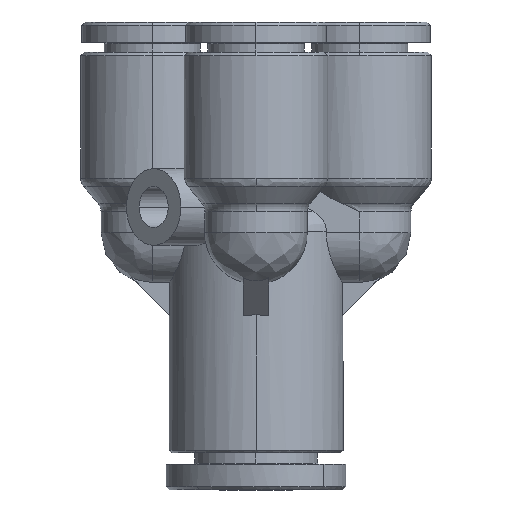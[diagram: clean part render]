
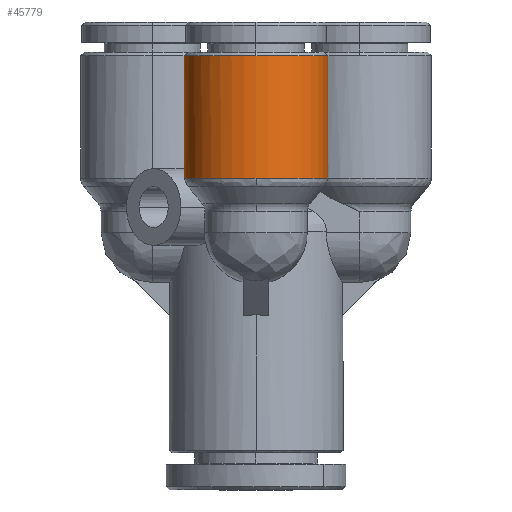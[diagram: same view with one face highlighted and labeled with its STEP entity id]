
A CAD part, left-side view. The second image highlights one B-rep face of the part: STEP entity #45779.
In plain terms, the highlighted cylindrical face has radius 5.6 mm (diameter 11.2 mm), a partial arc.
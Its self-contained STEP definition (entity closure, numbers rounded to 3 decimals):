
#428 = CARTESIAN_POINT ( 'NONE',  ( -1.455, 5.598, -30.262 ) ) ;
#608 = CIRCLE ( 'NONE', #18998, 5.6 ) ;
#2507 = ORIENTED_EDGE ( 'NONE', *, *, #21415, .F. ) ;
#2559 = CARTESIAN_POINT ( 'NONE',  ( -10.932, 0., -30.076 ) ) ;
#3318 = ORIENTED_EDGE ( 'NONE', *, *, #44774, .F. ) ;
#3457 = VERTEX_POINT ( 'NONE', #26739 ) ;
#3950 = CARTESIAN_POINT ( 'NONE',  ( -1.397, 0., -30.076 ) ) ;
#4359 = ORIENTED_EDGE ( 'NONE', *, *, #7020, .T. ) ;
#4384 = VERTEX_POINT ( 'NONE', #31971 ) ;
#4750 = VECTOR ( 'NONE', #27974, 1000. ) ;
#4828 = CARTESIAN_POINT ( 'NONE',  ( -1.556, 5.6, -30.076 ) ) ;
#4957 = CARTESIAN_POINT ( 'NONE',  ( -5.332, 0., -30.076 ) ) ;
#5932 = AXIS2_PLACEMENT_3D ( 'NONE', #2559, #28491, #35660 ) ;
#6397 = ORIENTED_EDGE ( 'NONE', *, *, #30794, .T. ) ;
#7020 = EDGE_CURVE ( 'NONE', #4384, #32640, #42132, .T. ) ;
#9072 = VERTEX_POINT ( 'NONE', #27006 ) ;
#11852 = DIRECTION ( 'NONE',  ( 1., 0., 0. ) ) ;
#12220 = VERTEX_POINT ( 'NONE', #39879 ) ;
#13415 = CIRCLE ( 'NONE', #19494, 5.6 ) ;
#13568 = VECTOR ( 'NONE', #11852, 1000. ) ;
#14423 = EDGE_CURVE ( 'NONE', #46737, #12220, #13415, .T. ) ;
#15196 = DIRECTION ( 'NONE',  ( -1., 0., 0. ) ) ;
#18998 = AXIS2_PLACEMENT_3D ( 'NONE', #32973, #36869, #36556 ) ;
#19360 = CARTESIAN_POINT ( 'NONE',  ( -1.508, 5.6, -30.17 ) ) ;
#19494 = AXIS2_PLACEMENT_3D ( 'NONE', #3950, #15196, #22117 ) ;
#19588 = CARTESIAN_POINT ( 'NONE',  ( -5.332, -5.6, -30.076 ) ) ;
#20065 = EDGE_LOOP ( 'NONE', ( #3318, #4359, #6397, #43687, #2507, #40131, #34341 ) ) ;
#21415 = EDGE_CURVE ( 'NONE', #46737, #41357, #42284, .T. ) ;
#22117 = DIRECTION ( 'NONE',  ( 0., 1., 0. ) ) ;
#22544 = LINE ( 'NONE', #43072, #4750 ) ;
#23264 = CARTESIAN_POINT ( 'NONE',  ( -1.556, 5.6, -30.076 ) ) ;
#23275 = DIRECTION ( 'NONE',  ( 0., 1., 0. ) ) ;
#26281 = DIRECTION ( 'NONE',  ( -1., 0., 0. ) ) ;
#26739 = CARTESIAN_POINT ( 'NONE',  ( -1.397, -5.6, -30.076 ) ) ;
#26763 = CARTESIAN_POINT ( 'NONE',  ( -1.397, 0., -30.076 ) ) ;
#27006 = CARTESIAN_POINT ( 'NONE',  ( -10.932, 5.6, -30.076 ) ) ;
#27974 = DIRECTION ( 'NONE',  ( 1., 0., 0. ) ) ;
#28491 = DIRECTION ( 'NONE',  ( 1., 0., 0. ) ) ;
#29047 = CIRCLE ( 'NONE', #44454, 5.6 ) ;
#30785 = DIRECTION ( 'NONE',  ( 1., 0., 0. ) ) ;
#30794 = EDGE_CURVE ( 'NONE', #32640, #9072, #608, .T. ) ;
#31971 = CARTESIAN_POINT ( 'NONE',  ( -10.932, -5.6, -30.076 ) ) ;
#32640 = VERTEX_POINT ( 'NONE', #40723 ) ;
#32973 = CARTESIAN_POINT ( 'NONE',  ( -10.932, 0., -30.076 ) ) ;
#33162 = CYLINDRICAL_SURFACE ( 'NONE', #39140, 5.6 ) ;
#33291 = LINE ( 'NONE', #19588, #13568 ) ;
#34341 = ORIENTED_EDGE ( 'NONE', *, *, #38111, .T. ) ;
#34799 = CARTESIAN_POINT ( 'NONE',  ( -1.397, 5.593, -30.352 ) ) ;
#35660 = DIRECTION ( 'NONE',  ( 0., 1., 0. ) ) ;
#36556 = DIRECTION ( 'NONE',  ( 0., 1., 0. ) ) ;
#36869 = DIRECTION ( 'NONE',  ( 1., 0., 0. ) ) ;
#38111 = EDGE_CURVE ( 'NONE', #12220, #3457, #29047, .T. ) ;
#38819 = EDGE_CURVE ( 'NONE', #9072, #41357, #22544, .T. ) ;
#39140 = AXIS2_PLACEMENT_3D ( 'NONE', #4957, #30785, #23275 ) ;
#39879 = CARTESIAN_POINT ( 'NONE',  ( -1.397, 0., -35.676 ) ) ;
#40131 = ORIENTED_EDGE ( 'NONE', *, *, #14423, .T. ) ;
#40723 = CARTESIAN_POINT ( 'NONE',  ( -10.932, 0., -35.676 ) ) ;
#41357 = VERTEX_POINT ( 'NONE', #4828 ) ;
#41409 = DIRECTION ( 'NONE',  ( 0., 1., 0. ) ) ;
#42132 = CIRCLE ( 'NONE', #5932, 5.6 ) ;
#42284 = B_SPLINE_CURVE_WITH_KNOTS ( 'NONE', 3,
 ( #44701, #428, #19360, #23264 ),
 .UNSPECIFIED., .F., .F.,
 ( 4, 4 ),
 ( 0., 0. ),
 .UNSPECIFIED. ) ;
#43072 = CARTESIAN_POINT ( 'NONE',  ( -5.332, 5.6, -30.076 ) ) ;
#43646 = FACE_OUTER_BOUND ( 'NONE', #20065, .T. ) ;
#43687 = ORIENTED_EDGE ( 'NONE', *, *, #38819, .T. ) ;
#44454 = AXIS2_PLACEMENT_3D ( 'NONE', #26763, #26281, #41409 ) ;
#44701 = CARTESIAN_POINT ( 'NONE',  ( -1.397, 5.593, -30.352 ) ) ;
#44774 = EDGE_CURVE ( 'NONE', #4384, #3457, #33291, .T. ) ;
#45779 = ADVANCED_FACE ( 'NONE', ( #43646 ), #33162, .T. ) ;
#46737 = VERTEX_POINT ( 'NONE', #34799 ) ;
